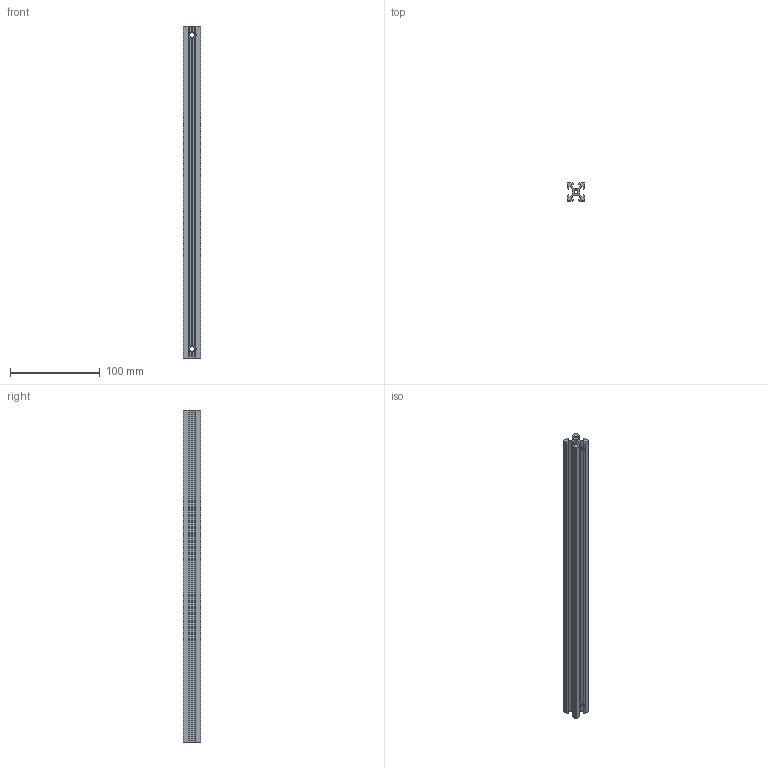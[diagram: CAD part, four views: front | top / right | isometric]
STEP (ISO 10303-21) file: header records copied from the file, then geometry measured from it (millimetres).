
FILE_DESCRIPTION(/* description */ ('STEP AP242','CAx-IF Rec.Pracs.---Representation and Presentation of Product Manufacturing Information (PMI)---4.0---2014-10-13','CAx-IF Rec.Pracs.---3D Tessellated Geometry---0.4---2014-09-14','2;1'),/* implementation_level */ '2;1');
FILE_NAME(/* name */ '68364037e4afb246b9809e32',/* time_stamp */ '2025-05-27T22:44:07Z',/* author */ (''),/* organization */ (''),/* preprocessor_version */ 'ST-DEVELOPER v20',/* originating_system */ 'ONSHAPE BY PTC INC, 1.198',/* authorisation */ ' ');
FILE_SCHEMA (('AP242_MANAGED_MODEL_BASED_3D_ENGINEERING_MIM_LF { 1 0 10303 442 1 1 4 }'));
Length unit declared in the file: metre
Products named in the file (1): 2020 extrusion 370mm w/ holes
Bounding box: 20 x 20 x 370 mm (x, y, z)
Volume: 65136.3 mm3; surface area: 59978.9 mm2
Topology: 1 solids, 1 shells, 147 faces, 447 edges, 296 vertices
Faces by surface type: plane 74, cylinder 73
Full cylindrical faces by diameter (mm): 4.2 x3, 5.2 x2
Entity records: 5096 total; most frequent: CARTESIAN_POINT 1036, ORIENTED_EDGE 868, DIRECTION 844, EDGE_CURVE 434, VERTEX_POINT 290, AXIS2_PLACEMENT_3D 290, LINE 264, VECTOR 264
